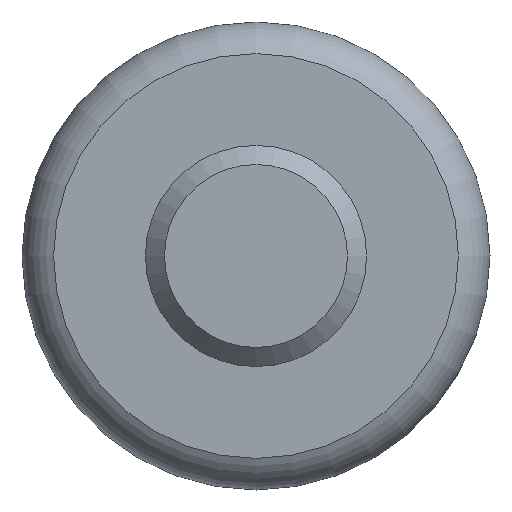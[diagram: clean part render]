
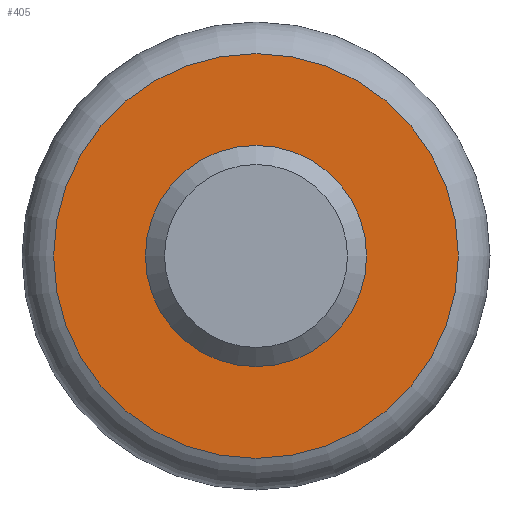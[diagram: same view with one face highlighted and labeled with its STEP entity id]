
A CAD part, front view. The second image highlights one B-rep face of the part: STEP entity #405.
In plain terms, the highlighted planar face has unit normal (0, -1, 0).
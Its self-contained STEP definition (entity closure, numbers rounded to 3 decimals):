
#21=FACE_BOUND('',#111,.T.);
#87=FACE_OUTER_BOUND('',#110,.T.);
#110=EDGE_LOOP('',(#281));
#111=EDGE_LOOP('',(#282,#283));
#135=CIRCLE('',#452,1.3);
#136=CIRCLE('',#453,1.3);
#137=CIRCLE('',#455,2.378);
#167=VERTEX_POINT('',#651);
#168=VERTEX_POINT('',#653);
#169=VERTEX_POINT('',#657);
#211=EDGE_CURVE('',#167,#168,#135,.T.);
#212=EDGE_CURVE('',#168,#167,#136,.T.);
#213=EDGE_CURVE('',#169,#169,#137,.T.);
#281=ORIENTED_EDGE('',*,*,#213,.F.);
#282=ORIENTED_EDGE('',*,*,#212,.F.);
#283=ORIENTED_EDGE('',*,*,#211,.F.);
#392=PLANE('',#454);
#405=ADVANCED_FACE('',(#87,#21),#392,.T.);
#452=AXIS2_PLACEMENT_3D('',#654,#518,#519);
#453=AXIS2_PLACEMENT_3D('',#655,#520,#521);
#454=AXIS2_PLACEMENT_3D('',#656,#522,#523);
#455=AXIS2_PLACEMENT_3D('',#658,#524,#525);
#518=DIRECTION('center_axis',(0.,-1.,0.));
#519=DIRECTION('ref_axis',(1.,0.,0.));
#520=DIRECTION('center_axis',(0.,-1.,0.));
#521=DIRECTION('ref_axis',(1.,0.,0.));
#522=DIRECTION('center_axis',(0.,-1.,0.));
#523=DIRECTION('ref_axis',(-1.,0.,0.));
#524=DIRECTION('center_axis',(0.,1.,0.));
#525=DIRECTION('ref_axis',(-1.,0.,0.));
#651=CARTESIAN_POINT('',(1.3,0.,0.));
#653=CARTESIAN_POINT('',(-1.3,0.,0.));
#654=CARTESIAN_POINT('Origin',(0.,0.,0.));
#655=CARTESIAN_POINT('Origin',(0.,0.,0.));
#656=CARTESIAN_POINT('Origin',(0.,0.,0.));
#657=CARTESIAN_POINT('',(2.378,0.,0.));
#658=CARTESIAN_POINT('Origin',(0.,0.,0.));
